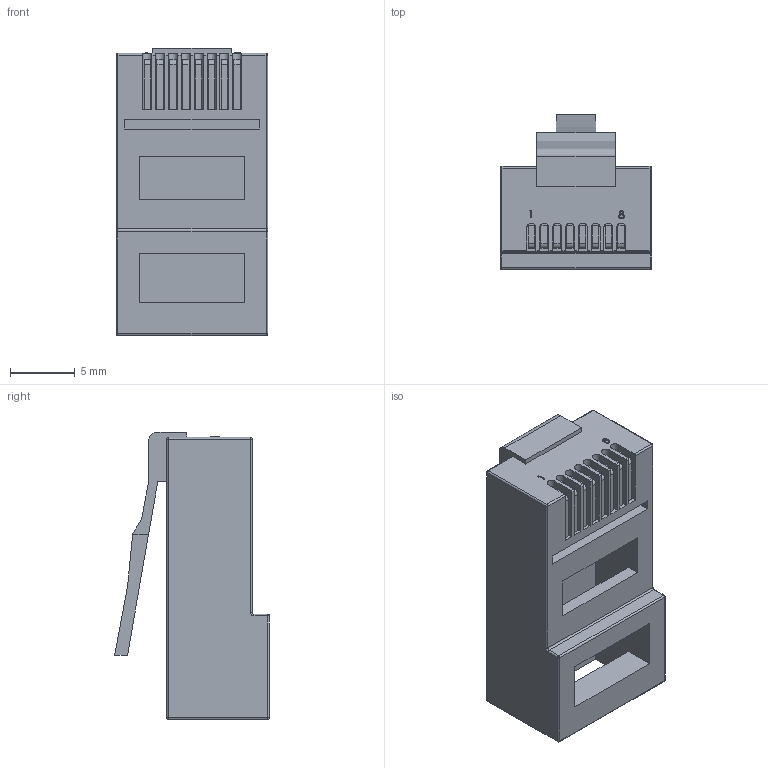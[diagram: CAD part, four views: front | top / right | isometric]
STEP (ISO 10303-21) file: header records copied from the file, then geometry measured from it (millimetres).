
FILE_DESCRIPTION (( 'STEP AP203' ), '1' );
FILE_NAME ('TSP3088.STEP', '2006-08-03T19:30:55', ( ' ' ), ( ' ' ), 'SwSTEP 2.0', 'SolidWorks 2005354', '' );
FILE_SCHEMA (( 'CONFIG_CONTROL_DESIGN' ));
Length unit declared in the file: inch
Products named in the file (1): TSP3088
Bounding box: 11.68 x 11.96 x 22.17 mm (x, y, z)
Volume: 1313.7 mm3; surface area: 1819 mm2
Topology: 1 solids, 1 shells, 187 faces, 495 edges, 312 vertices
Faces by surface type: plane 114, cylinder 44, bspline 17, sphere 10, torus 2
Entity records: 7204 total; most frequent: CARTESIAN_POINT 2584, ORIENTED_EDGE 970, DIRECTION 883, EDGE_CURVE 485, VECTOR 361, LINE 361, VERTEX_POINT 312, AXIS2_PLACEMENT_3D 261
